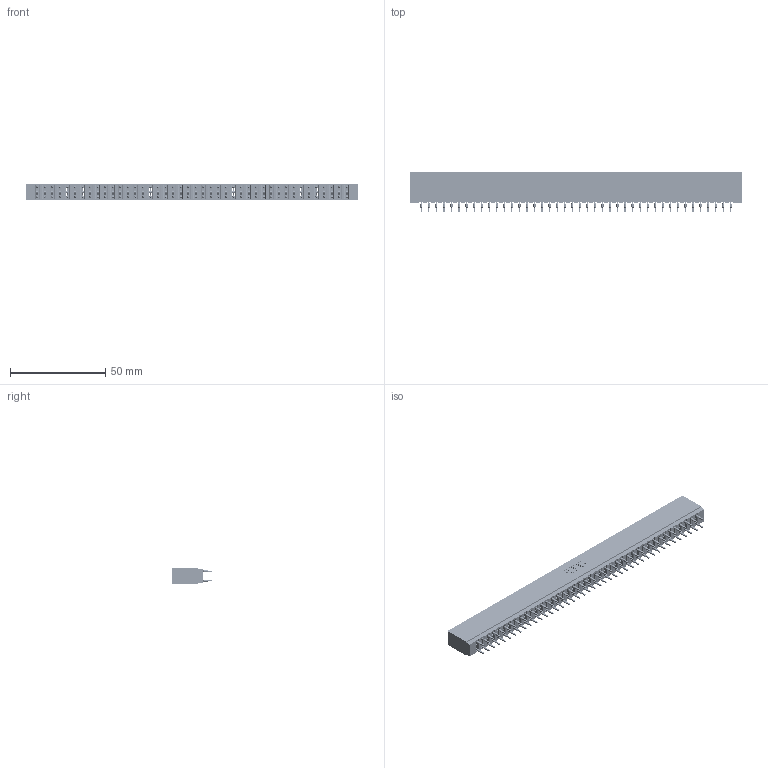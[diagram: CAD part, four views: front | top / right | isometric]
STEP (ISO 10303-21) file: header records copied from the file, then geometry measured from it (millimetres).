
FILE_DESCRIPTION (( 'STEP AP203' ), '1' );
FILE_NAME ('737-084-560-201.STEP', '2026-03-06T02:25:46', ( '' ), ( '' ), 'SwSTEP 2.0', 'SolidWorks 2023', '' );
FILE_SCHEMA (( 'CONFIG_CONTROL_DESIGN' ));
Length unit declared in the file: millimetre
Products named in the file (3): 737 Part_Insulator Option - 01; 737-084-560-201; 745-292-001_560
Assembly tree (85 placements, depth 2):
  737-084-560-201
    737 Part_Insulator Option - 01
    745-292-001_560  x84
Bounding box: 174.29 x 21.22 x 8.89 mm (x, y, z)
Volume: 17476.3 mm3; surface area: 27256.7 mm2
Topology: 85 solids, 85 shells, 8410 faces, 23019 edges, 14618 vertices
Faces by surface type: plane 4380, cylinder 1846, bspline 1680, torus 504
Entity records: 72384 total; most frequent: CARTESIAN_POINT 13071, ORIENTED_EDGE 12506, DIRECTION 10919, EDGE_CURVE 6253, LINE 5811, VECTOR 5811, VERTEX_POINT 3994, AXIS2_PLACEMENT_3D 2554
